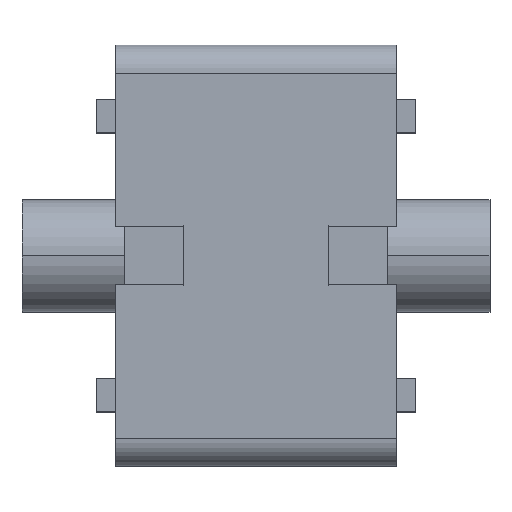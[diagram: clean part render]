
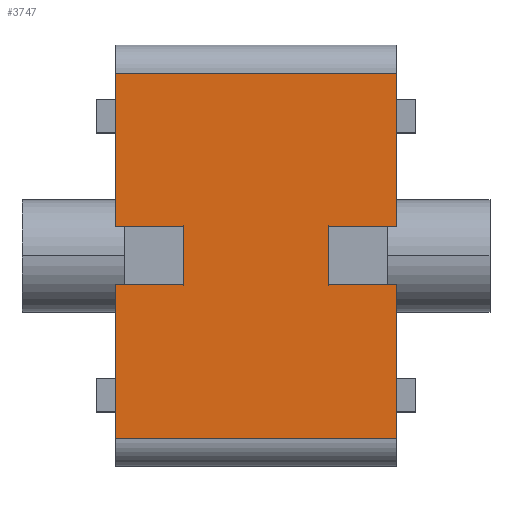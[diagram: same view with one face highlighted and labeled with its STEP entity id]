
A CAD part, top view. The second image highlights one B-rep face of the part: STEP entity #3747.
In plain terms, the highlighted planar face has unit normal (0, 0, 1).
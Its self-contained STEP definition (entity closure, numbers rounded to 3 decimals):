
#30 = CARTESIAN_POINT ( 'NONE',  ( 0., 3.099, 22.5 ) ) ;
#77 = LINE ( 'NONE', #1920, #144 ) ;
#101 = DIRECTION ( 'NONE',  ( 0., -1., 0. ) ) ;
#138 = AXIS2_PLACEMENT_3D ( 'NONE', #1006, #3819, #962 ) ;
#144 = VECTOR ( 'NONE', #4391, 1000. ) ;
#196 = EDGE_CURVE ( 'NONE', #3508, #702, #3536, .T. ) ;
#230 = VERTEX_POINT ( 'NONE', #3916 ) ;
#256 = VERTEX_POINT ( 'NONE', #2469 ) ;
#261 = LINE ( 'NONE', #3163, #2335 ) ;
#467 = CARTESIAN_POINT ( 'NONE',  ( 30., -3.099, 22.5 ) ) ;
#506 = LINE ( 'NONE', #2250, #3247 ) ;
#691 = VECTOR ( 'NONE', #1092, 1000. ) ;
#700 = VERTEX_POINT ( 'NONE', #1479 ) ;
#702 = VERTEX_POINT ( 'NONE', #1130 ) ;
#708 = CARTESIAN_POINT ( 'NONE',  ( 7.3, 3.099, 22.5 ) ) ;
#710 = EDGE_CURVE ( 'NONE', #230, #1639, #2411, .T. ) ;
#783 = CARTESIAN_POINT ( 'NONE',  ( 30., -19.5, 22.5 ) ) ;
#832 = DIRECTION ( 'NONE',  ( 0., -1., 0. ) ) ;
#908 = VERTEX_POINT ( 'NONE', #3704 ) ;
#932 = VECTOR ( 'NONE', #1127, 1000. ) ;
#962 = DIRECTION ( 'NONE',  ( 1., 0., 0. ) ) ;
#1006 = CARTESIAN_POINT ( 'NONE',  ( 0., 22.5, 22.5 ) ) ;
#1033 = LINE ( 'NONE', #1739, #691 ) ;
#1092 = DIRECTION ( 'NONE',  ( 0., -1., 0. ) ) ;
#1127 = DIRECTION ( 'NONE',  ( 1., 0., 0. ) ) ;
#1130 = CARTESIAN_POINT ( 'NONE',  ( 7.3, -3.099, 22.5 ) ) ;
#1134 = ORIENTED_EDGE ( 'NONE', *, *, #3302, .T. ) ;
#1165 = DIRECTION ( 'NONE',  ( 0., -1., 0. ) ) ;
#1171 = VERTEX_POINT ( 'NONE', #4001 ) ;
#1195 = ORIENTED_EDGE ( 'NONE', *, *, #710, .F. ) ;
#1208 = EDGE_CURVE ( 'NONE', #3665, #2403, #1364, .T. ) ;
#1287 = EDGE_CURVE ( 'NONE', #1639, #1906, #261, .T. ) ;
#1341 = DIRECTION ( 'NONE',  ( 0., -1., 0. ) ) ;
#1345 = PLANE ( 'NONE',  #138 ) ;
#1364 = LINE ( 'NONE', #4345, #2887 ) ;
#1479 = CARTESIAN_POINT ( 'NONE',  ( 30., 19.5, 22.5 ) ) ;
#1603 = ORIENTED_EDGE ( 'NONE', *, *, #2608, .F. ) ;
#1639 = VERTEX_POINT ( 'NONE', #783 ) ;
#1651 = EDGE_CURVE ( 'NONE', #2403, #1783, #4062, .T. ) ;
#1702 = LINE ( 'NONE', #2452, #2940 ) ;
#1739 = CARTESIAN_POINT ( 'NONE',  ( 0., -3.099, 22.5 ) ) ;
#1768 = EDGE_CURVE ( 'NONE', #3508, #1906, #1033, .T. ) ;
#1783 = VERTEX_POINT ( 'NONE', #708 ) ;
#1816 = ORIENTED_EDGE ( 'NONE', *, *, #2777, .F. ) ;
#1828 = DIRECTION ( 'NONE',  ( -1., 0., 0. ) ) ;
#1906 = VERTEX_POINT ( 'NONE', #3292 ) ;
#1914 = LINE ( 'NONE', #3126, #3313 ) ;
#1920 = CARTESIAN_POINT ( 'NONE',  ( 30., -3.099, 22.5 ) ) ;
#1992 = VECTOR ( 'NONE', #2174, 1000. ) ;
#2006 = EDGE_CURVE ( 'NONE', #230, #256, #77, .T. ) ;
#2012 = CARTESIAN_POINT ( 'NONE',  ( 0., 19.5, 22.5 ) ) ;
#2024 = VECTOR ( 'NONE', #3165, 1000. ) ;
#2174 = DIRECTION ( 'NONE',  ( 1., 0., 0. ) ) ;
#2250 = CARTESIAN_POINT ( 'NONE',  ( 30., 19.5, 22.5 ) ) ;
#2254 = VECTOR ( 'NONE', #3201, 1000. ) ;
#2335 = VECTOR ( 'NONE', #3544, 1000. ) ;
#2341 = CARTESIAN_POINT ( 'NONE',  ( 0., 3.099, 22.5 ) ) ;
#2361 = LINE ( 'NONE', #3196, #2024 ) ;
#2403 = VERTEX_POINT ( 'NONE', #2341 ) ;
#2411 = LINE ( 'NONE', #467, #3932 ) ;
#2448 = ORIENTED_EDGE ( 'NONE', *, *, #4011, .F. ) ;
#2452 = CARTESIAN_POINT ( 'NONE',  ( 30., 19.5, 22.5 ) ) ;
#2469 = CARTESIAN_POINT ( 'NONE',  ( 22.7, -3.099, 22.5 ) ) ;
#2480 = ORIENTED_EDGE ( 'NONE', *, *, #1287, .F. ) ;
#2608 = EDGE_CURVE ( 'NONE', #908, #256, #3466, .T. ) ;
#2622 = ORIENTED_EDGE ( 'NONE', *, *, #196, .F. ) ;
#2748 = ORIENTED_EDGE ( 'NONE', *, *, #2006, .T. ) ;
#2777 = EDGE_CURVE ( 'NONE', #1171, #908, #2361, .T. ) ;
#2887 = VECTOR ( 'NONE', #1165, 1000. ) ;
#2940 = VECTOR ( 'NONE', #1828, 1000. ) ;
#3035 = CARTESIAN_POINT ( 'NONE',  ( 0., -3.099, 22.5 ) ) ;
#3126 = CARTESIAN_POINT ( 'NONE',  ( 7.3, 3.099, 22.5 ) ) ;
#3163 = CARTESIAN_POINT ( 'NONE',  ( 30., -19.5, 22.5 ) ) ;
#3165 = DIRECTION ( 'NONE',  ( -1., 0., 0. ) ) ;
#3196 = CARTESIAN_POINT ( 'NONE',  ( 30., 3.099, 22.5 ) ) ;
#3201 = DIRECTION ( 'NONE',  ( 0., -1., 0. ) ) ;
#3247 = VECTOR ( 'NONE', #101, 1000. ) ;
#3255 = EDGE_LOOP ( 'NONE', ( #4597, #3327, #1134, #2622, #4410, #2480, #1195, #2748, #1603, #1816, #2448, #4095 ) ) ;
#3292 = CARTESIAN_POINT ( 'NONE',  ( 0., -19.5, 22.5 ) ) ;
#3302 = EDGE_CURVE ( 'NONE', #1783, #702, #1914, .T. ) ;
#3313 = VECTOR ( 'NONE', #1341, 1000. ) ;
#3327 = ORIENTED_EDGE ( 'NONE', *, *, #1651, .T. ) ;
#3466 = LINE ( 'NONE', #4600, #2254 ) ;
#3508 = VERTEX_POINT ( 'NONE', #4042 ) ;
#3513 = FACE_OUTER_BOUND ( 'NONE', #3255, .T. ) ;
#3536 = LINE ( 'NONE', #3035, #1992 ) ;
#3544 = DIRECTION ( 'NONE',  ( -1., 0., 0. ) ) ;
#3665 = VERTEX_POINT ( 'NONE', #2012 ) ;
#3704 = CARTESIAN_POINT ( 'NONE',  ( 22.7, 3.099, 22.5 ) ) ;
#3747 = ADVANCED_FACE ( 'NONE', ( #3513 ), #1345, .T. ) ;
#3819 = DIRECTION ( 'NONE',  ( 0., 0., 1. ) ) ;
#3916 = CARTESIAN_POINT ( 'NONE',  ( 30., -3.099, 22.5 ) ) ;
#3932 = VECTOR ( 'NONE', #832, 1000. ) ;
#4001 = CARTESIAN_POINT ( 'NONE',  ( 30., 3.099, 22.5 ) ) ;
#4011 = EDGE_CURVE ( 'NONE', #700, #1171, #506, .T. ) ;
#4042 = CARTESIAN_POINT ( 'NONE',  ( 0., -3.099, 22.5 ) ) ;
#4062 = LINE ( 'NONE', #30, #932 ) ;
#4095 = ORIENTED_EDGE ( 'NONE', *, *, #4338, .T. ) ;
#4338 = EDGE_CURVE ( 'NONE', #700, #3665, #1702, .T. ) ;
#4345 = CARTESIAN_POINT ( 'NONE',  ( 0., 19.5, 22.5 ) ) ;
#4391 = DIRECTION ( 'NONE',  ( -1., 0., 0. ) ) ;
#4410 = ORIENTED_EDGE ( 'NONE', *, *, #1768, .T. ) ;
#4597 = ORIENTED_EDGE ( 'NONE', *, *, #1208, .T. ) ;
#4600 = CARTESIAN_POINT ( 'NONE',  ( 22.7, 3.099, 22.5 ) ) ;
